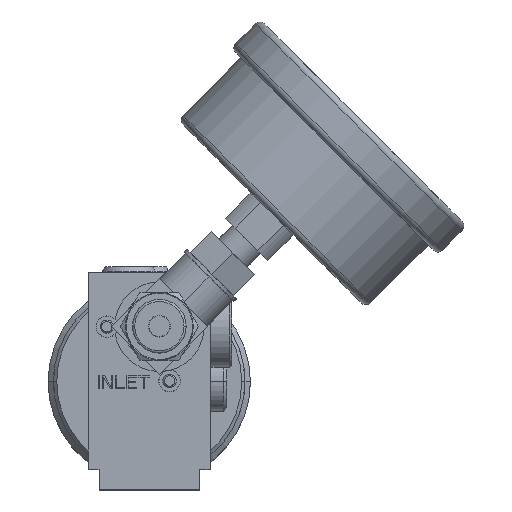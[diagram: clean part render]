
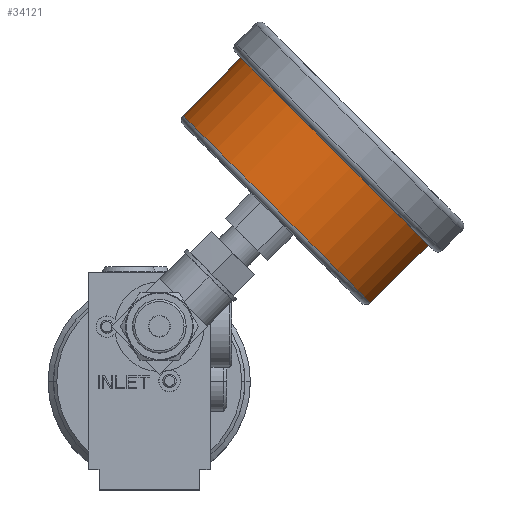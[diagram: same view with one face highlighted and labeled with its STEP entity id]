
A CAD part, top view. The second image highlights one B-rep face of the part: STEP entity #34121.
In plain terms, the highlighted cylindrical face has radius 30.988 mm (diameter 61.976 mm), a partial arc.
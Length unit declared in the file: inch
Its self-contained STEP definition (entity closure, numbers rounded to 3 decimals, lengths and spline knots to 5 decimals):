
#10562=CARTESIAN_POINT('',(1.17502,1.58152,2.16975));
#10563=DIRECTION('',(-0.707,-0.707,0.));
#10564=DIRECTION('',(0.707,-0.707,0.));
#10565=AXIS2_PLACEMENT_3D('',#10562,#10563,#10564);
#10572=DIRECTION('',(-0.707,-0.707,0.));
#10573=VECTOR('',#10572,0.753);
#10574=CARTESIAN_POINT('',(0.8448,2.97664,2.16975));
#10575=LINE('',#10574,#10573);
#10576=CARTESIAN_POINT('',(1.70747,2.11397,2.16975));
#10577=DIRECTION('',(-0.707,-0.707,0.));
#10578=DIRECTION('',(0.707,-0.707,0.));
#10579=AXIS2_PLACEMENT_3D('',#10576,#10577,#10578);
#10581=DIRECTION('',(-0.707,-0.707,
0.));
#10582=VECTOR('',#10581,0.753);
#10583=CARTESIAN_POINT('',(2.57014,1.2513,2.16975));
#10584=LINE('',#10583,#10582);
#18904=CARTESIAN_POINT('',(2.57014,1.2513,2.16975));
#18905=CARTESIAN_POINT('',(0.8448,2.97664,2.16975));
#18906=VERTEX_POINT('',#18904);
#18907=VERTEX_POINT('',#18905);
#18960=CARTESIAN_POINT('',(0.31235,2.44419,2.16975));
#18961=CARTESIAN_POINT('',(2.03769,0.71885,2.16975));
#18962=VERTEX_POINT('',#18960);
#18963=VERTEX_POINT('',#18961);
#34107=CARTESIAN_POINT('',(0.22255,0.62905,2.16975));
#34108=DIRECTION('',(0.707,0.707,0.));
#34109=DIRECTION('',(0.707,-0.707,0.));
#34110=AXIS2_PLACEMENT_3D('',#34107,#34108,#34109);
#34111=CYLINDRICAL_SURFACE('',#34110,1.22);
#34112=ORIENTED_EDGE('',*,*,#34094,.T.);
#34114=ORIENTED_EDGE('',*,*,#34113,.F.);
#34116=ORIENTED_EDGE('',*,*,#34115,.F.);
#34118=ORIENTED_EDGE('',*,*,#34117,.T.);
#34119=EDGE_LOOP('',(#34112,#34114,#34116,#34118));
#34120=FACE_OUTER_BOUND('',#34119,.F.);
#10566=CIRCLE('',#10565,1.22);
#10580=CIRCLE('',#10579,1.22);
#34094=EDGE_CURVE('',#18963,#18962,#10566,.T.);
#34113=EDGE_CURVE('',#18907,#18962,#10575,.T.);
#34115=EDGE_CURVE('',#18906,#18907,#10580,.T.);
#34117=EDGE_CURVE('',#18906,#18963,#10584,.T.);
#34121=ADVANCED_FACE('',(#34120),#34111,.T.);
